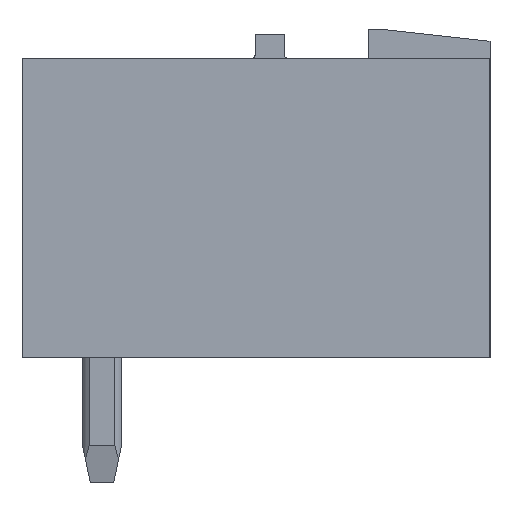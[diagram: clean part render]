
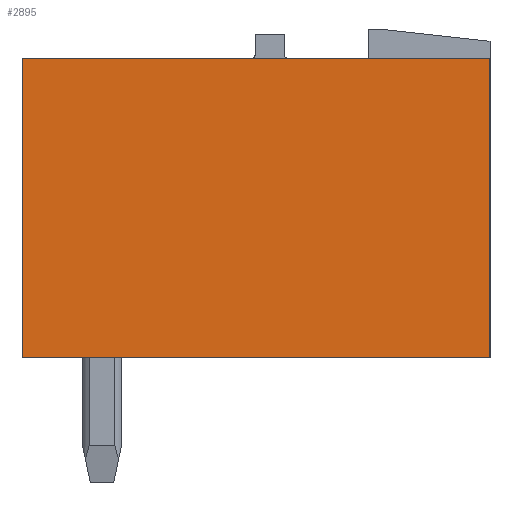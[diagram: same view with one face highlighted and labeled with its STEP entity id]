
A CAD part, left-side view. The second image highlights one B-rep face of the part: STEP entity #2895.
In plain terms, the highlighted planar face has unit normal (-1, 0, 0).
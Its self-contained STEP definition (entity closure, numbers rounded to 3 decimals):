
#2887=AXIS2_PLACEMENT_3D('Plane Axis2P3D',#2884,#2885,#2886) ;
#389=CARTESIAN_POINT('Vertex',(0.,12.,10.88)) ;
#392=CARTESIAN_POINT('Line Origine',(0.,6.,10.88)) ;
#396=CARTESIAN_POINT('Vertex',(0.,0.,10.88)) ;
#509=CARTESIAN_POINT('Vertex',(0.,12.,3.2)) ;
#512=CARTESIAN_POINT('Line Origine',(0.,12.,7.04)) ;
#540=CARTESIAN_POINT('Vertex',(0.,0.,3.2)) ;
#543=CARTESIAN_POINT('Line Origine',(0.,6.,3.2)) ;
#1410=CARTESIAN_POINT('Line Origine',(0.,0.,7.04)) ;
#2884=CARTESIAN_POINT('Axis2P3D Location',(0.,0.,0.)) ;
#393=DIRECTION('Vector Direction',(0.,1.,0.)) ;
#513=DIRECTION('Vector Direction',(0.,0.,1.)) ;
#544=DIRECTION('Vector Direction',(0.,1.,0.)) ;
#1411=DIRECTION('Vector Direction',(0.,0.,-1.)) ;
#2885=DIRECTION('Axis2P3D Direction',(-1.,0.,0.)) ;
#2886=DIRECTION('Axis2P3D XDirection',(0.,-1.,0.)) ;
#394=VECTOR('Line Direction',#393,1.) ;
#514=VECTOR('Line Direction',#513,1.) ;
#545=VECTOR('Line Direction',#544,1.) ;
#1412=VECTOR('Line Direction',#1411,1.) ;
#2890=ORIENTED_EDGE('',*,*,#1414,.T.) ;
#2891=ORIENTED_EDGE('',*,*,#398,.T.) ;
#2892=ORIENTED_EDGE('',*,*,#516,.T.) ;
#2893=ORIENTED_EDGE('',*,*,#547,.T.) ;
#2895=ADVANCED_FACE('Housing',(#2894),#2888,.T.) ;
#398=EDGE_CURVE('',#397,#390,#395,.T.) ;
#516=EDGE_CURVE('',#390,#510,#515,.F.) ;
#547=EDGE_CURVE('',#510,#541,#546,.F.) ;
#1414=EDGE_CURVE('',#541,#397,#1413,.F.) ;
#2889=EDGE_LOOP('',(#2890,#2891,#2892,#2893)) ;
#2894=FACE_OUTER_BOUND('',#2889,.T.) ;
#395=LINE('Line',#392,#394) ;
#515=LINE('Line',#512,#514) ;
#546=LINE('Line',#543,#545) ;
#1413=LINE('Line',#1410,#1412) ;
#2888=PLANE('',#2887) ;
#390=VERTEX_POINT('',#389) ;
#397=VERTEX_POINT('',#396) ;
#510=VERTEX_POINT('',#509) ;
#541=VERTEX_POINT('',#540) ;
